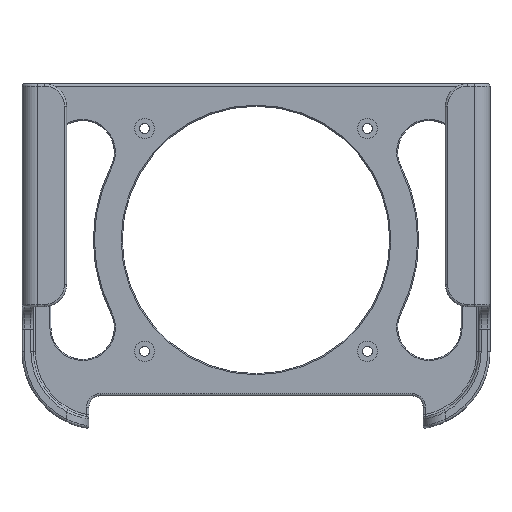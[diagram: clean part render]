
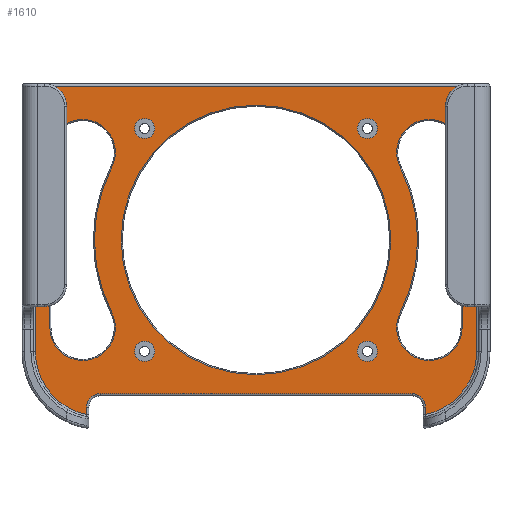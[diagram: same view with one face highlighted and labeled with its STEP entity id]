
A CAD part, top view. The second image highlights one B-rep face of the part: STEP entity #1610.
In plain terms, the highlighted planar face has unit normal (0, 0, 1).
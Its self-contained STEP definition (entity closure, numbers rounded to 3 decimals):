
#589 = VERTEX_POINT('',#590);
#590 = CARTESIAN_POINT('',(99.,49.,0.));
#641 = VERTEX_POINT('',#642);
#642 = CARTESIAN_POINT('',(-99.,49.,0.));
#649 = EDGE_CURVE('',#589,#641,#650,.T.);
#650 = LINE('',#651,#652);
#651 = CARTESIAN_POINT('',(99.,49.,0.));
#652 = VECTOR('',#653,1.);
#653 = DIRECTION('',(-1.,0.,0.));
#1542 = VERTEX_POINT('',#1543);
#1543 = CARTESIAN_POINT('',(99.,-70.,0.));
#1550 = EDGE_CURVE('',#1542,#589,#1551,.T.);
#1551 = LINE('',#1552,#1553);
#1552 = CARTESIAN_POINT('',(99.,-70.,0.));
#1553 = VECTOR('',#1554,1.);
#1554 = DIRECTION('',(0.,1.,0.));
#1610 = ADVANCED_FACE('',(#1611,#1648,#1754,#1765,#1776,#1787,#1798,
    #1809),#1846,.F.);
#1611 = FACE_BOUND('',#1612,.F.);
#1612 = EDGE_LOOP('',(#1613,#1624,#1633,#1642));
#1613 = ORIENTED_EDGE('',*,*,#1614,.F.);
#1614 = EDGE_CURVE('',#1615,#1617,#1619,.T.);
#1615 = VERTEX_POINT('',#1616);
#1616 = CARTESIAN_POINT('',(64.683,12.747,0.));
#1617 = VERTEX_POINT('',#1618);
#1618 = CARTESIAN_POINT('',(92.5,19.387,0.));
#1619 = CIRCLE('',#1620,14.701);
#1620 = AXIS2_PLACEMENT_3D('',#1621,#1622,#1623);
#1621 = CARTESIAN_POINT('',(77.799,19.387,0.));
#1622 = DIRECTION('',(0.,0.,-1.));
#1623 = DIRECTION('',(-0.892,-0.452,-0.));
#1624 = ORIENTED_EDGE('',*,*,#1625,.F.);
#1625 = EDGE_CURVE('',#1626,#1615,#1628,.T.);
#1626 = VERTEX_POINT('',#1627);
#1627 = CARTESIAN_POINT('',(64.683,-52.747,0.));
#1628 = CIRCLE('',#1629,72.5);
#1629 = AXIS2_PLACEMENT_3D('',#1630,#1631,#1632);
#1630 = CARTESIAN_POINT('',(0.,-20.,0.));
#1631 = DIRECTION('',(-0.,0.,1.));
#1632 = DIRECTION('',(0.892,-0.452,0.));
#1633 = ORIENTED_EDGE('',*,*,#1634,.F.);
#1634 = EDGE_CURVE('',#1635,#1626,#1637,.T.);
#1635 = VERTEX_POINT('',#1636);
#1636 = CARTESIAN_POINT('',(92.5,-59.387,0.));
#1637 = CIRCLE('',#1638,14.701);
#1638 = AXIS2_PLACEMENT_3D('',#1639,#1640,#1641);
#1639 = CARTESIAN_POINT('',(77.799,-59.387,0.));
#1640 = DIRECTION('',(0.,0.,-1.));
#1641 = DIRECTION('',(1.,0.,0.));
#1642 = ORIENTED_EDGE('',*,*,#1643,.F.);
#1643 = EDGE_CURVE('',#1617,#1635,#1644,.T.);
#1644 = LINE('',#1645,#1646);
#1645 = CARTESIAN_POINT('',(92.5,19.387,0.));
#1646 = VECTOR('',#1647,1.);
#1647 = DIRECTION('',(-0.,-1.,-0.));
#1648 = FACE_BOUND('',#1649,.F.);
#1649 = EDGE_LOOP('',(#1650,#1659,#1668,#1677,#1685,#1694,#1702,#1711,
    #1719,#1728,#1737,#1746,#1752,#1753));
#1650 = ORIENTED_EDGE('',*,*,#1651,.F.);
#1651 = EDGE_CURVE('',#1652,#1542,#1654,.T.);
#1652 = VERTEX_POINT('',#1653);
#1653 = CARTESIAN_POINT('',(97.381,-79.555,0.));
#1654 = CIRCLE('',#1655,29.);
#1655 = AXIS2_PLACEMENT_3D('',#1656,#1657,#1658);
#1656 = CARTESIAN_POINT('',(70.,-70.,0.));
#1657 = DIRECTION('',(0.,-0.,1.));
#1658 = DIRECTION('',(-1.,0.,0.));
#1659 = ORIENTED_EDGE('',*,*,#1660,.F.);
#1660 = EDGE_CURVE('',#1661,#1652,#1663,.T.);
#1661 = VERTEX_POINT('',#1662);
#1662 = CARTESIAN_POINT('',(94.053,-86.201,0.));
#1663 = CIRCLE('',#1664,29.);
#1664 = AXIS2_PLACEMENT_3D('',#1665,#1666,#1667);
#1665 = CARTESIAN_POINT('',(70.,-70.,0.));
#1666 = DIRECTION('',(0.,-0.,1.));
#1667 = DIRECTION('',(-1.,0.,0.));
#1668 = ORIENTED_EDGE('',*,*,#1669,.F.);
#1669 = EDGE_CURVE('',#1670,#1661,#1672,.T.);
#1670 = VERTEX_POINT('',#1671);
#1671 = CARTESIAN_POINT('',(76.,-98.373,0.));
#1672 = CIRCLE('',#1673,29.);
#1673 = AXIS2_PLACEMENT_3D('',#1674,#1675,#1676);
#1674 = CARTESIAN_POINT('',(70.,-70.,0.));
#1675 = DIRECTION('',(0.,-0.,1.));
#1676 = DIRECTION('',(-1.,0.,0.));
#1677 = ORIENTED_EDGE('',*,*,#1678,.F.);
#1678 = EDGE_CURVE('',#1679,#1670,#1681,.T.);
#1679 = VERTEX_POINT('',#1680);
#1680 = CARTESIAN_POINT('',(76.,-95.,0.));
#1681 = LINE('',#1682,#1683);
#1682 = CARTESIAN_POINT('',(76.,-95.,0.));
#1683 = VECTOR('',#1684,1.);
#1684 = DIRECTION('',(-0.,-1.,-0.));
#1685 = ORIENTED_EDGE('',*,*,#1686,.F.);
#1686 = EDGE_CURVE('',#1687,#1679,#1689,.T.);
#1687 = VERTEX_POINT('',#1688);
#1688 = CARTESIAN_POINT('',(70.,-89.,0.));
#1689 = CIRCLE('',#1690,6.);
#1690 = AXIS2_PLACEMENT_3D('',#1691,#1692,#1693);
#1691 = CARTESIAN_POINT('',(70.,-95.,0.));
#1692 = DIRECTION('',(0.,0.,-1.));
#1693 = DIRECTION('',(-1.,0.,0.));
#1694 = ORIENTED_EDGE('',*,*,#1695,.F.);
#1695 = EDGE_CURVE('',#1696,#1687,#1698,.T.);
#1696 = VERTEX_POINT('',#1697);
#1697 = CARTESIAN_POINT('',(-70.,-89.,0.));
#1698 = LINE('',#1699,#1700);
#1699 = CARTESIAN_POINT('',(-70.,-89.,0.));
#1700 = VECTOR('',#1701,1.);
#1701 = DIRECTION('',(1.,0.,0.));
#1702 = ORIENTED_EDGE('',*,*,#1703,.F.);
#1703 = EDGE_CURVE('',#1704,#1696,#1706,.T.);
#1704 = VERTEX_POINT('',#1705);
#1705 = CARTESIAN_POINT('',(-76.,-95.,0.));
#1706 = CIRCLE('',#1707,6.);
#1707 = AXIS2_PLACEMENT_3D('',#1708,#1709,#1710);
#1708 = CARTESIAN_POINT('',(-70.,-95.,0.));
#1709 = DIRECTION('',(0.,0.,-1.));
#1710 = DIRECTION('',(-1.,0.,0.));
#1711 = ORIENTED_EDGE('',*,*,#1712,.F.);
#1712 = EDGE_CURVE('',#1713,#1704,#1715,.T.);
#1713 = VERTEX_POINT('',#1714);
#1714 = CARTESIAN_POINT('',(-76.,-98.373,0.));
#1715 = LINE('',#1716,#1717);
#1716 = CARTESIAN_POINT('',(-76.,-98.373,0.));
#1717 = VECTOR('',#1718,1.);
#1718 = DIRECTION('',(0.,1.,0.));
#1719 = ORIENTED_EDGE('',*,*,#1720,.F.);
#1720 = EDGE_CURVE('',#1721,#1713,#1723,.T.);
#1721 = VERTEX_POINT('',#1722);
#1722 = CARTESIAN_POINT('',(-94.053,-86.201,0.));
#1723 = CIRCLE('',#1724,29.);
#1724 = AXIS2_PLACEMENT_3D('',#1725,#1726,#1727);
#1725 = CARTESIAN_POINT('',(-70.,-70.,0.));
#1726 = DIRECTION('',(0.,-0.,1.));
#1727 = DIRECTION('',(-1.,0.,0.));
#1728 = ORIENTED_EDGE('',*,*,#1729,.F.);
#1729 = EDGE_CURVE('',#1730,#1721,#1732,.T.);
#1730 = VERTEX_POINT('',#1731);
#1731 = CARTESIAN_POINT('',(-98.825,-73.179,0.));
#1732 = CIRCLE('',#1733,29.);
#1733 = AXIS2_PLACEMENT_3D('',#1734,#1735,#1736);
#1734 = CARTESIAN_POINT('',(-70.,-70.,0.));
#1735 = DIRECTION('',(0.,-0.,1.));
#1736 = DIRECTION('',(-1.,0.,0.));
#1737 = ORIENTED_EDGE('',*,*,#1738,.F.);
#1738 = EDGE_CURVE('',#1739,#1730,#1741,.T.);
#1739 = VERTEX_POINT('',#1740);
#1740 = CARTESIAN_POINT('',(-99.,-70.,0.));
#1741 = CIRCLE('',#1742,29.);
#1742 = AXIS2_PLACEMENT_3D('',#1743,#1744,#1745);
#1743 = CARTESIAN_POINT('',(-70.,-70.,0.));
#1744 = DIRECTION('',(0.,-0.,1.));
#1745 = DIRECTION('',(-1.,0.,0.));
#1746 = ORIENTED_EDGE('',*,*,#1747,.F.);
#1747 = EDGE_CURVE('',#641,#1739,#1748,.T.);
#1748 = LINE('',#1749,#1750);
#1749 = CARTESIAN_POINT('',(-99.,49.,0.));
#1750 = VECTOR('',#1751,1.);
#1751 = DIRECTION('',(-0.,-1.,-0.));
#1752 = ORIENTED_EDGE('',*,*,#649,.F.);
#1753 = ORIENTED_EDGE('',*,*,#1550,.F.);
#1754 = FACE_BOUND('',#1755,.F.);
#1755 = EDGE_LOOP('',(#1756));
#1756 = ORIENTED_EDGE('',*,*,#1757,.T.);
#1757 = EDGE_CURVE('',#1758,#1758,#1760,.T.);
#1758 = VERTEX_POINT('',#1759);
#1759 = CARTESIAN_POINT('',(54.5,-70.,0.));
#1760 = CIRCLE('',#1761,4.5);
#1761 = AXIS2_PLACEMENT_3D('',#1762,#1763,#1764);
#1762 = CARTESIAN_POINT('',(50.,-70.,0.));
#1763 = DIRECTION('',(0.,0.,1.));
#1764 = DIRECTION('',(1.,0.,0.));
#1765 = FACE_BOUND('',#1766,.F.);
#1766 = EDGE_LOOP('',(#1767));
#1767 = ORIENTED_EDGE('',*,*,#1768,.T.);
#1768 = EDGE_CURVE('',#1769,#1769,#1771,.T.);
#1769 = VERTEX_POINT('',#1770);
#1770 = CARTESIAN_POINT('',(-45.5,-70.,0.));
#1771 = CIRCLE('',#1772,4.5);
#1772 = AXIS2_PLACEMENT_3D('',#1773,#1774,#1775);
#1773 = CARTESIAN_POINT('',(-50.,-70.,0.));
#1774 = DIRECTION('',(0.,0.,1.));
#1775 = DIRECTION('',(1.,0.,0.));
#1776 = FACE_BOUND('',#1777,.F.);
#1777 = EDGE_LOOP('',(#1778));
#1778 = ORIENTED_EDGE('',*,*,#1779,.T.);
#1779 = EDGE_CURVE('',#1780,#1780,#1782,.T.);
#1780 = VERTEX_POINT('',#1781);
#1781 = CARTESIAN_POINT('',(54.5,30.,0.));
#1782 = CIRCLE('',#1783,4.5);
#1783 = AXIS2_PLACEMENT_3D('',#1784,#1785,#1786);
#1784 = CARTESIAN_POINT('',(50.,30.,0.));
#1785 = DIRECTION('',(0.,0.,1.));
#1786 = DIRECTION('',(1.,0.,0.));
#1787 = FACE_BOUND('',#1788,.F.);
#1788 = EDGE_LOOP('',(#1789));
#1789 = ORIENTED_EDGE('',*,*,#1790,.T.);
#1790 = EDGE_CURVE('',#1791,#1791,#1793,.T.);
#1791 = VERTEX_POINT('',#1792);
#1792 = CARTESIAN_POINT('',(-45.5,30.,0.));
#1793 = CIRCLE('',#1794,4.5);
#1794 = AXIS2_PLACEMENT_3D('',#1795,#1796,#1797);
#1795 = CARTESIAN_POINT('',(-50.,30.,0.));
#1796 = DIRECTION('',(0.,0.,1.));
#1797 = DIRECTION('',(1.,0.,0.));
#1798 = FACE_BOUND('',#1799,.F.);
#1799 = EDGE_LOOP('',(#1800));
#1800 = ORIENTED_EDGE('',*,*,#1801,.F.);
#1801 = EDGE_CURVE('',#1802,#1802,#1804,.T.);
#1802 = VERTEX_POINT('',#1803);
#1803 = CARTESIAN_POINT('',(60.5,-20.,0.));
#1804 = CIRCLE('',#1805,60.5);
#1805 = AXIS2_PLACEMENT_3D('',#1806,#1807,#1808);
#1806 = CARTESIAN_POINT('',(0.,-20.,0.));
#1807 = DIRECTION('',(0.,0.,-1.));
#1808 = DIRECTION('',(1.,0.,0.));
#1809 = FACE_BOUND('',#1810,.F.);
#1810 = EDGE_LOOP('',(#1811,#1822,#1831,#1839));
#1811 = ORIENTED_EDGE('',*,*,#1812,.T.);
#1812 = EDGE_CURVE('',#1813,#1815,#1817,.T.);
#1813 = VERTEX_POINT('',#1814);
#1814 = CARTESIAN_POINT('',(-64.683,-52.747,0.));
#1815 = VERTEX_POINT('',#1816);
#1816 = CARTESIAN_POINT('',(-64.683,12.747,0.));
#1817 = CIRCLE('',#1818,72.5);
#1818 = AXIS2_PLACEMENT_3D('',#1819,#1820,#1821);
#1819 = CARTESIAN_POINT('',(0.,-20.,0.));
#1820 = DIRECTION('',(0.,0.,-1.));
#1821 = DIRECTION('',(-0.892,-0.452,-0.));
#1822 = ORIENTED_EDGE('',*,*,#1823,.T.);
#1823 = EDGE_CURVE('',#1815,#1824,#1826,.T.);
#1824 = VERTEX_POINT('',#1825);
#1825 = CARTESIAN_POINT('',(-92.5,19.387,0.));
#1826 = CIRCLE('',#1827,14.701);
#1827 = AXIS2_PLACEMENT_3D('',#1828,#1829,#1830);
#1828 = CARTESIAN_POINT('',(-77.799,19.387,0.));
#1829 = DIRECTION('',(-0.,0.,1.));
#1830 = DIRECTION('',(0.892,-0.452,0.));
#1831 = ORIENTED_EDGE('',*,*,#1832,.T.);
#1832 = EDGE_CURVE('',#1824,#1833,#1835,.T.);
#1833 = VERTEX_POINT('',#1834);
#1834 = CARTESIAN_POINT('',(-92.5,-59.387,0.));
#1835 = LINE('',#1836,#1837);
#1836 = CARTESIAN_POINT('',(-92.5,19.387,0.));
#1837 = VECTOR('',#1838,1.);
#1838 = DIRECTION('',(-0.,-1.,-0.));
#1839 = ORIENTED_EDGE('',*,*,#1840,.T.);
#1840 = EDGE_CURVE('',#1833,#1813,#1841,.T.);
#1841 = CIRCLE('',#1842,14.701);
#1842 = AXIS2_PLACEMENT_3D('',#1843,#1844,#1845);
#1843 = CARTESIAN_POINT('',(-77.799,-59.387,0.));
#1844 = DIRECTION('',(-0.,0.,1.));
#1845 = DIRECTION('',(-1.,0.,-0.));
#1846 = PLANE('',#1847);
#1847 = AXIS2_PLACEMENT_3D('',#1848,#1849,#1850);
#1848 = CARTESIAN_POINT('',(-70.,-70.,0.));
#1849 = DIRECTION('',(0.,0.,-1.));
#1850 = DIRECTION('',(-1.,0.,0.));
